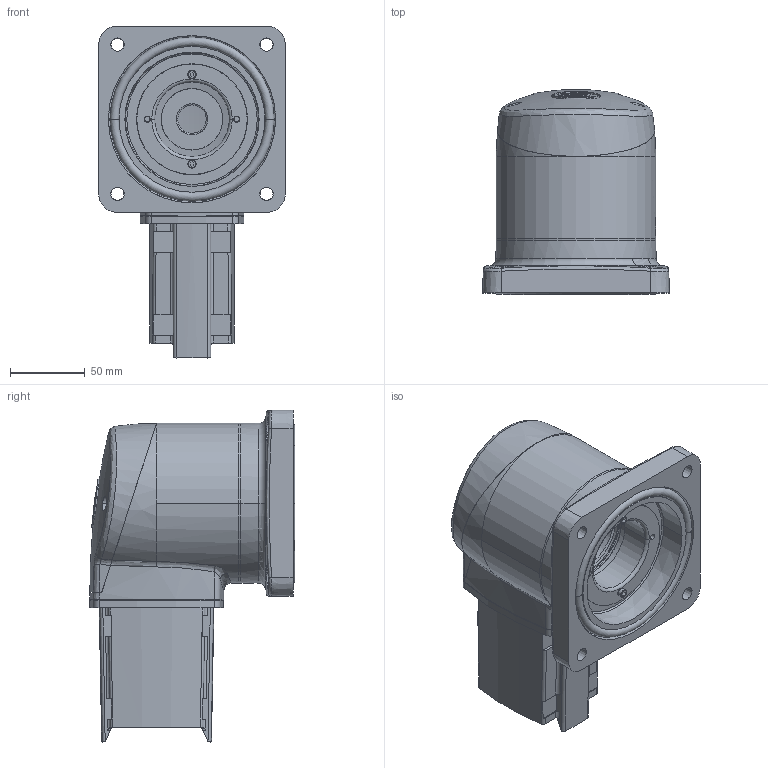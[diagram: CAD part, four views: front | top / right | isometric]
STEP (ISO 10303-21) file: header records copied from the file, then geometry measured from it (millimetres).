
FILE_DESCRIPTION((''),'2;1');
FILE_NAME('1015300003','2009-06-29T',('B-R.Larm'),(''),'PRO/ENGINEER BY PARAMETRIC TECHNOLOGY CORPORATION, 2005070','PRO/ENGINEER BY PARAMETRIC TECHNOLOGY CORPORATION, 2005070','');
FILE_SCHEMA(('AUTOMOTIVE_DESIGN_CC2 { 1 2 10303 214 -1 1 5 2 }'));
Length unit declared in the file: millimetre
Products named in the file (1): 1015300003
Bounding box: 125 x 137.5 x 222.5 mm (x, y, z)
Volume: 352005.9 mm3; surface area: 247997.4 mm2
Topology: 8 solids, 25 shells, 956 faces, 2450 edges, 1555 vertices
Faces by surface type: cylinder 340, plane 327, cone 110, torus 84, bspline 63, sphere 20, extrusion 8, revolution 4
Entity records: 40106 total; most frequent: CARTESIAN_POINT 11067, ORIENTED_EDGE 4790, DIRECTION 4551, EDGE_CURVE 2442, AXIS2_PLACEMENT_3D 1746, PRESENTATION_STYLE_ASSIGNMENT 1716, STYLED_ITEM 1716, VERTEX_POINT 1555
